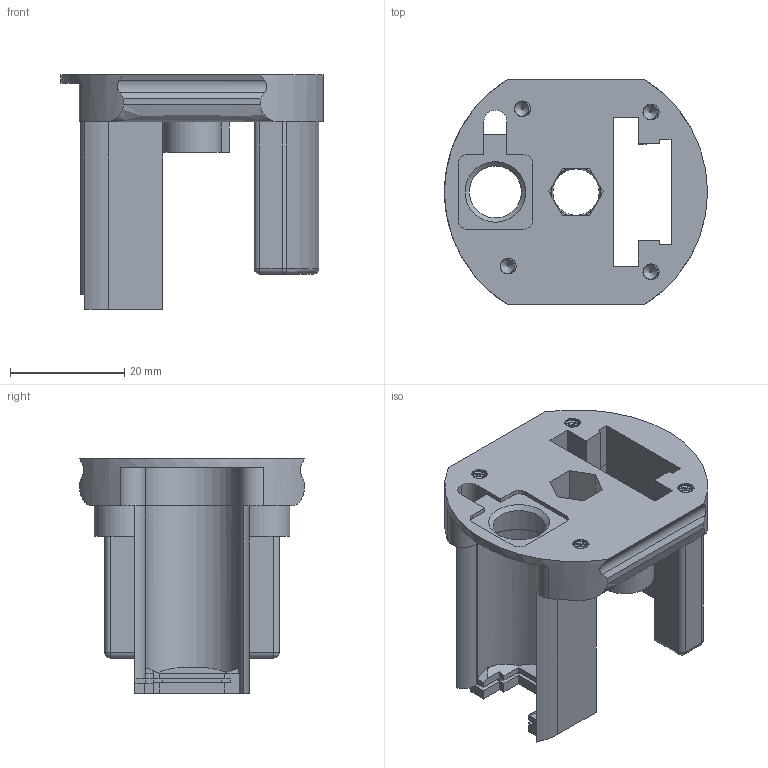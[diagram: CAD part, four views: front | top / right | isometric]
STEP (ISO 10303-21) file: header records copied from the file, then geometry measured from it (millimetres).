
FILE_DESCRIPTION(/* description */ (''),/* implementation_level */ '2;1');
FILE_NAME(/* name */ 'Base.step',/* time_stamp */ '2025-12-02T22:42:55Z',/* author */ (''),/* organization */ (''),/* preprocessor_version */ 'ST-DEVELOPER v20.1',/* originating_system */ 'Autodesk Translation Framework v14.21.0.0',/* authorisation */ '');
FILE_SCHEMA (('AUTOMOTIVE_DESIGN { 1 0 10303 214 3 1 1 }'));
Length unit declared in the file: millimetre
Products named in the file (1): Base
Bounding box: 46 x 39.39 x 41 mm (x, y, z)
Volume: 16494.2 mm3; surface area: 12138.6 mm2
Topology: 5 solids, 5 shells, 355 faces, 984 edges, 646 vertices
Faces by surface type: cylinder 178, plane 151, bspline 14, cone 7, sphere 4, torus 1
Full cylindrical faces by diameter (mm): 2.529 x36, 3.086 x12, 8.1 x1, 8.75 x1
Entity records: 20132 total; most frequent: CARTESIAN_POINT 11522, ORIENTED_EDGE 1968, DIRECTION 1515, EDGE_CURVE 984, VERTEX_POINT 646, AXIS2_PLACEMENT_3D 509, LINE 497, VECTOR 497
